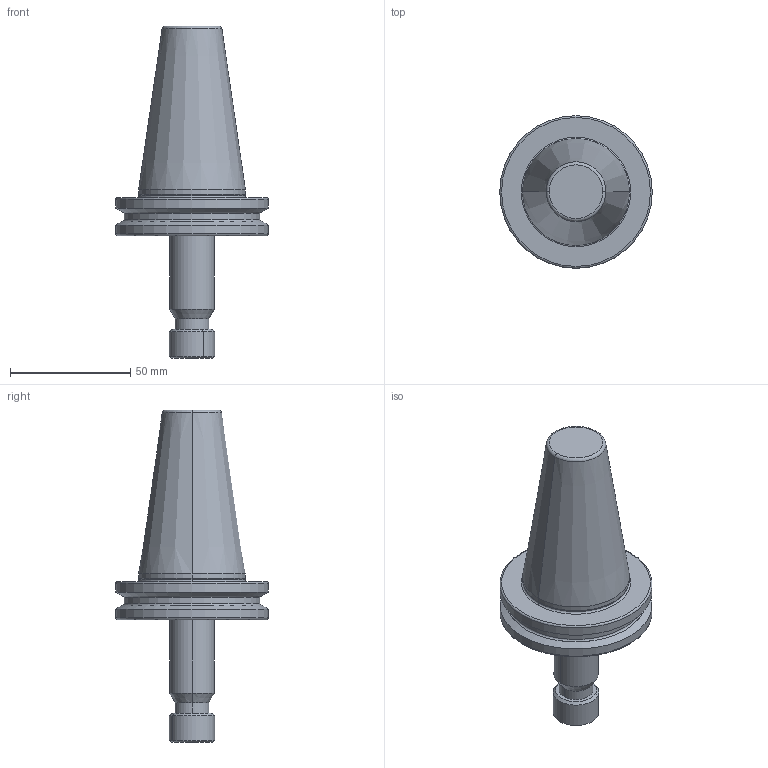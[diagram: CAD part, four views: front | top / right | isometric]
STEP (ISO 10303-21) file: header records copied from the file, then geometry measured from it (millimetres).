
FILE_DESCRIPTION(/* description */ (''),/* implementation_level */ '2;1');
FILE_NAME(/* name */ '1624450383814.stp',/* time_stamp */ '2021-06-23T17:43:16+05:00',/* author */ (''),/* organization */ ('SMS'),/* preprocessor_version */ 'ST-DEVELOPER v16.7',/* originating_system */ 'SIEMENS PLM Software NX 12.0',/* authorisation */ '');
FILE_SCHEMA (('AUTOMOTIVE_DESIGN { 1 0 10303 214 3 1 1 1 }'));
Length unit declared in the file: millimetre
Products named in the file (1): 203545385mod000_00
Bounding box: 63.5 x 63.5 x 138.25 mm (x, y, z)
Volume: 130425.1 mm3; surface area: 19844.6 mm2
Topology: 1 solids, 1 shells, 40 faces, 77 edges, 47 vertices
Faces by surface type: cone 12, cylinder 11, torus 10, plane 7
Full cylindrical faces by diameter (mm): 56.35 x1, 63.5 x2
Entity records: 1088 total; most frequent: DIRECTION 219, CARTESIAN_POINT 168, ORIENTED_EDGE 154, AXIS2_PLACEMENT_3D 98, EDGE_CURVE 77, CIRCLE 54, EDGE_LOOP 45, VERTEX_POINT 44
